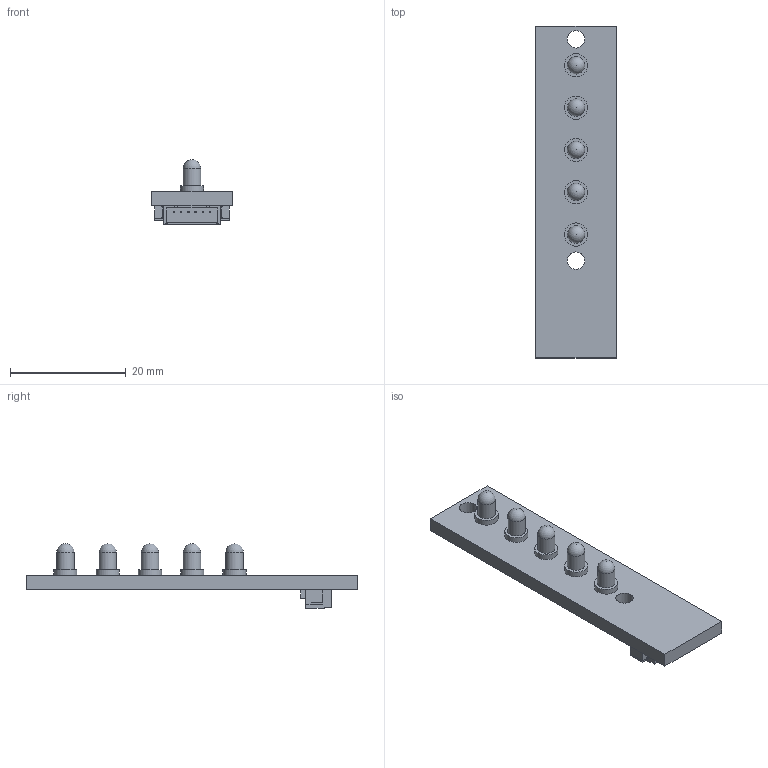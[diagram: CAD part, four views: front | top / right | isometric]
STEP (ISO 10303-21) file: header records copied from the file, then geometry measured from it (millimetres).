
FILE_DESCRIPTION(/* description */ (''),/* implementation_level */ '2;1');
FILE_NAME(/* name */ 'Hoyt Led Driver Module.step',/* time_stamp */ '2022-07-11T17:01:52+02:00',/* author */ (''),/* organization */ (''),/* preprocessor_version */ 'ST-DEVELOPER v19',/* originating_system */ 'Autodesk Translation Framework v11.7.0.108',/* authorisation */ '');
FILE_SCHEMA (('AUTOMOTIVE_DESIGN { 1 0 10303 214 3 1 1 }'));
Length unit declared in the file: millimetre
Products named in the file (3): Hoyt Led Driver Module; Component1; JST - GH - SMD (R) - 6Pin - 1.25mm
Assembly tree (2 placements, depth 3):
  Hoyt Led Driver Module
    Component1
      JST - GH - SMD (R) - 6Pin - 1.25mm
Bounding box: 13.9 x 57.3 x 11.2 mm (x, y, z)
Volume: 2241.3 mm3; surface area: 2646.2 mm2
Topology: 9 solids, 29 shells, 420 faces, 1024 edges, 674 vertices
Faces by surface type: plane 339, bspline 40, cylinder 36, sphere 5
Full cylindrical faces by diameter (mm): 3 x7, 4 x5
Entity records: 12964 total; most frequent: CARTESIAN_POINT 3010, ORIENTED_EDGE 2038, DIRECTION 1793, EDGE_CURVE 1019, LINE 855, VECTOR 855, VERTEX_POINT 674, AXIS2_PLACEMENT_3D 469
